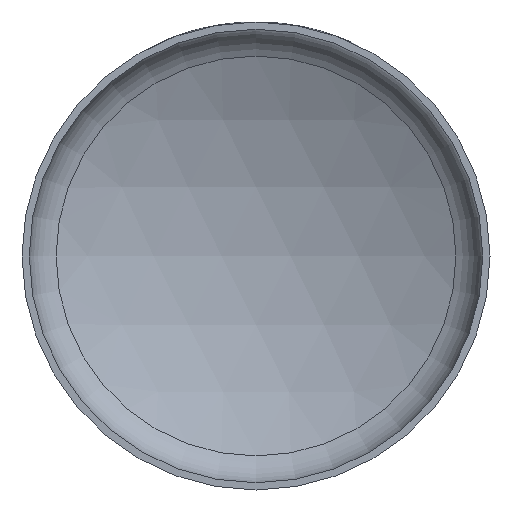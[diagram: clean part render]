
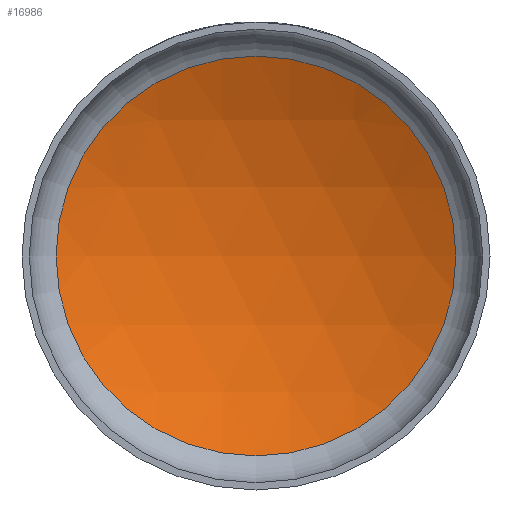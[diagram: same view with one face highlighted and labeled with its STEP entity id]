
A CAD part, front view. The second image highlights one B-rep face of the part: STEP entity #16986.
In plain terms, the highlighted spherical face has radius 129 mm.
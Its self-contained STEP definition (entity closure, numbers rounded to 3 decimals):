
#233 = AXIS2_PLACEMENT_3D ( 'NONE', #18290, #19974, #11556 ) ;
#4598 = CIRCLE ( 'NONE', #233, 55.111 ) ;
#5154 = EDGE_LOOP ( 'NONE', ( #10402 ) ) ;
#6019 = SPHERICAL_SURFACE ( 'NONE', #13384, 129. ) ;
#9283 = DIRECTION ( 'NONE',  ( 1., 0., 0. ) ) ;
#10402 = ORIENTED_EDGE ( 'NONE', *, *, #20689, .T. ) ;
#11556 = DIRECTION ( 'NONE',  ( 0., 0., -1. ) ) ;
#13384 = AXIS2_PLACEMENT_3D ( 'NONE', #14466, #17721, #9283 ) ;
#14466 = CARTESIAN_POINT ( 'NONE',  ( 0., -94.972, 0. ) ) ;
#16986 = ADVANCED_FACE ( 'NONE', ( #19504 ), #6019, .F. ) ;
#17721 = DIRECTION ( 'NONE',  ( 0., 0., 1. ) ) ;
#18290 = CARTESIAN_POINT ( 'NONE',  ( 0., 21.664, 0. ) ) ;
#19270 = CARTESIAN_POINT ( 'NONE',  ( 0., 21.664, -55.111 ) ) ;
#19504 = FACE_OUTER_BOUND ( 'NONE', #5154, .T. ) ;
#19974 = DIRECTION ( 'NONE',  ( 0., -1., 0. ) ) ;
#20670 = VERTEX_POINT ( 'NONE', #19270 ) ;
#20689 = EDGE_CURVE ( 'NONE', #20670, #20670, #4598, .T. ) ;
